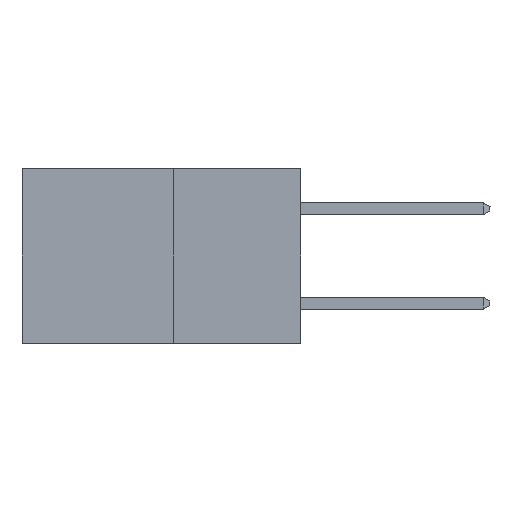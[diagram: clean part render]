
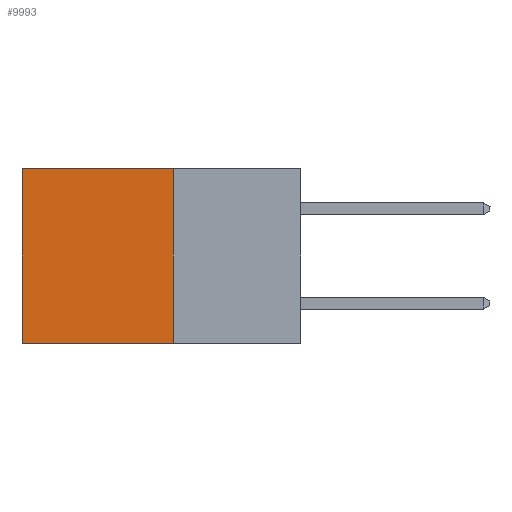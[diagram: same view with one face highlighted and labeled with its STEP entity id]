
A CAD part, left-side view. The second image highlights one B-rep face of the part: STEP entity #9993.
In plain terms, the highlighted planar face has unit normal (-1, 0, 0).
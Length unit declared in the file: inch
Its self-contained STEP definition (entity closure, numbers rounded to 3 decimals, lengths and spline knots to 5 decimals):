
#195 = ORIENTED_EDGE ( 'NONE', *, *, #1185, .T. ) ;
#319 = EDGE_LOOP ( 'NONE', ( #195, #9814, #4036, #1755 ) ) ;
#659 = VERTEX_POINT ( 'NONE', #10392 ) ;
#784 = EDGE_CURVE ( 'NONE', #659, #8719, #8773, .T. ) ;
#912 = LINE ( 'NONE', #3608, #9849 ) ;
#1185 = EDGE_CURVE ( 'NONE', #8719, #3946, #8776, .T. ) ;
#1299 = CARTESIAN_POINT ( 'NONE',  ( 0.277, 0.59, -0.37 ) ) ;
#1489 = CARTESIAN_POINT ( 'NONE',  ( 0.277, 0.27, -0.37 ) ) ;
#1743 = FACE_OUTER_BOUND ( 'NONE', #319, .T. ) ;
#1755 = ORIENTED_EDGE ( 'NONE', *, *, #784, .T. ) ;
#1957 = CARTESIAN_POINT ( 'NONE',  ( 0.277, 0.27, -0.37 ) ) ;
#2516 = DIRECTION ( 'NONE',  ( 0., 0., -1. ) ) ;
#2588 = LINE ( 'NONE', #7519, #7020 ) ;
#2878 = DIRECTION ( 'NONE',  ( 0., 1., 0. ) ) ;
#3134 = EDGE_CURVE ( 'NONE', #5360, #3946, #2588, .T. ) ;
#3543 = DIRECTION ( 'NONE',  ( 0., 0., -1. ) ) ;
#3595 = CARTESIAN_POINT ( 'NONE',  ( 0.277, 0.59, 0. ) ) ;
#3608 = CARTESIAN_POINT ( 'NONE',  ( 0.277, 0.27, -0.37 ) ) ;
#3689 = EDGE_CURVE ( 'NONE', #659, #5360, #912, .T. ) ;
#3946 = VERTEX_POINT ( 'NONE', #1299 ) ;
#4036 = ORIENTED_EDGE ( 'NONE', *, *, #3689, .F. ) ;
#4171 = VECTOR ( 'NONE', #2878, 39.37008 ) ;
#5360 = VERTEX_POINT ( 'NONE', #1957 ) ;
#6549 = DIRECTION ( 'NONE',  ( 0., 0., -1. ) ) ;
#7020 = VECTOR ( 'NONE', #7480, 39.37008 ) ;
#7480 = DIRECTION ( 'NONE',  ( 0., 1., 0. ) ) ;
#7519 = CARTESIAN_POINT ( 'NONE',  ( 0.277, 0.27, -0.37 ) ) ;
#7722 = DIRECTION ( 'NONE',  ( 1., 0., 0. ) ) ;
#7975 = CARTESIAN_POINT ( 'NONE',  ( 0.277, 0.27, 0. ) ) ;
#8281 = VECTOR ( 'NONE', #6549, 39.37008 ) ;
#8719 = VERTEX_POINT ( 'NONE', #3595 ) ;
#8773 = LINE ( 'NONE', #7975, #4171 ) ;
#8776 = LINE ( 'NONE', #9667, #8281 ) ;
#9174 = PLANE ( 'NONE',  #10472 ) ;
#9667 = CARTESIAN_POINT ( 'NONE',  ( 0.277, 0.59, -0.37 ) ) ;
#9814 = ORIENTED_EDGE ( 'NONE', *, *, #3134, .F. ) ;
#9849 = VECTOR ( 'NONE', #3543, 39.37008 ) ;
#9993 = ADVANCED_FACE ( 'NONE', ( #1743 ), #9174, .F. ) ;
#10392 = CARTESIAN_POINT ( 'NONE',  ( 0.277, 0.27, 0. ) ) ;
#10472 = AXIS2_PLACEMENT_3D ( 'NONE', #1489, #7722, #2516 ) ;
